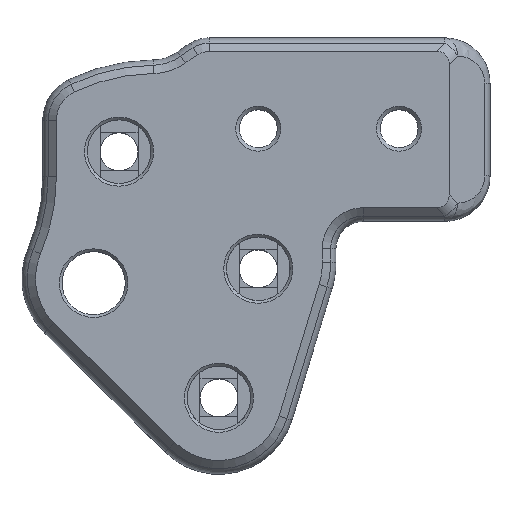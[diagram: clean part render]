
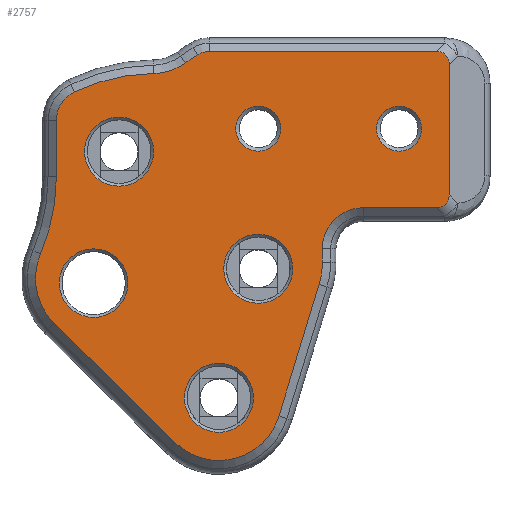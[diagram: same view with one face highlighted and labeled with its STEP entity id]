
A CAD part, top view. The second image highlights one B-rep face of the part: STEP entity #2757.
In plain terms, the highlighted planar face has unit normal (0, 0, 1).
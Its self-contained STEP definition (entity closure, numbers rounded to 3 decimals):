
#18=ELLIPSE('',#2987,3.464,2.);
#19=ELLIPSE('',#2988,3.464,2.);
#45=FACE_BOUND('',#829,.T.);
#46=FACE_BOUND('',#830,.T.);
#47=FACE_BOUND('',#831,.T.);
#48=FACE_BOUND('',#832,.T.);
#49=FACE_BOUND('',#833,.T.);
#50=FACE_BOUND('',#834,.T.);
#58=PLANE('',#2981);
#162=LINE('',#4486,#396);
#163=LINE('',#4492,#397);
#164=LINE('',#4496,#398);
#165=LINE('',#4500,#399);
#166=LINE('',#4504,#400);
#167=LINE('',#4508,#401);
#168=LINE('',#4512,#402);
#396=VECTOR('',#3405,10.);
#397=VECTOR('',#3410,10.);
#398=VECTOR('',#3413,10.);
#399=VECTOR('',#3416,10.);
#400=VECTOR('',#3419,10.);
#401=VECTOR('',#3422,10.);
#402=VECTOR('',#3425,10.);
#650=FACE_OUTER_BOUND('',#828,.T.);
#828=EDGE_LOOP('',(#1956,#1957,#1958,#1959,#1960,#1961,#1962,#1963,#1964,
#1965,#1966,#1967,#1968,#1969,#1970,#1971,#1972,#1973,#1974));
#829=EDGE_LOOP('',(#1975));
#830=EDGE_LOOP('',(#1976));
#831=EDGE_LOOP('',(#1977));
#832=EDGE_LOOP('',(#1978));
#833=EDGE_LOOP('',(#1979));
#834=EDGE_LOOP('',(#1980));
#1041=CIRCLE('',#2978,3.775);
#1043=CIRCLE('',#2982,21.5);
#1044=CIRCLE('',#2983,6.9);
#1045=CIRCLE('',#2984,6.9);
#1046=CIRCLE('',#2985,8.5);
#1047=CIRCLE('',#2986,4.5);
#1048=CIRCLE('',#2989,2.5);
#1049=CIRCLE('',#2990,17.7);
#1050=CIRCLE('',#2991,5.9);
#1051=CIRCLE('',#2992,20.7);
#1052=CIRCLE('',#2993,3.5);
#1053=CIRCLE('',#2994,2.48);
#1054=CIRCLE('',#2995,2.48);
#1055=CIRCLE('',#2996,3.8);
#1056=CIRCLE('',#2997,3.8);
#1057=CIRCLE('',#2998,3.8);
#1222=VERTEX_POINT('',#4476);
#1224=VERTEX_POINT('',#4484);
#1225=VERTEX_POINT('',#4485);
#1226=VERTEX_POINT('',#4487);
#1227=VERTEX_POINT('',#4489);
#1228=VERTEX_POINT('',#4491);
#1229=VERTEX_POINT('',#4493);
#1230=VERTEX_POINT('',#4495);
#1231=VERTEX_POINT('',#4497);
#1232=VERTEX_POINT('',#4499);
#1233=VERTEX_POINT('',#4501);
#1234=VERTEX_POINT('',#4503);
#1235=VERTEX_POINT('',#4505);
#1236=VERTEX_POINT('',#4507);
#1237=VERTEX_POINT('',#4509);
#1238=VERTEX_POINT('',#4511);
#1239=VERTEX_POINT('',#4513);
#1240=VERTEX_POINT('',#4515);
#1241=VERTEX_POINT('',#4517);
#1242=VERTEX_POINT('',#4519);
#1243=VERTEX_POINT('',#4522);
#1244=VERTEX_POINT('',#4524);
#1245=VERTEX_POINT('',#4526);
#1246=VERTEX_POINT('',#4528);
#1247=VERTEX_POINT('',#4530);
#1489=EDGE_CURVE('',#1222,#1222,#1041,.T.);
#1493=EDGE_CURVE('',#1224,#1225,#162,.T.);
#1494=EDGE_CURVE('',#1226,#1224,#1043,.T.);
#1495=EDGE_CURVE('',#1227,#1226,#1044,.T.);
#1496=EDGE_CURVE('',#1228,#1227,#163,.T.);
#1497=EDGE_CURVE('',#1229,#1228,#1045,.T.);
#1498=EDGE_CURVE('',#1230,#1229,#164,.T.);
#1499=EDGE_CURVE('',#1231,#1230,#1046,.T.);
#1500=EDGE_CURVE('',#1232,#1231,#165,.T.);
#1501=EDGE_CURVE('',#1233,#1232,#1047,.T.);
#1502=EDGE_CURVE('',#1234,#1233,#166,.T.);
#1503=EDGE_CURVE('',#1235,#1234,#18,.T.);
#1504=EDGE_CURVE('',#1236,#1235,#167,.T.);
#1505=EDGE_CURVE('',#1237,#1236,#19,.T.);
#1506=EDGE_CURVE('',#1238,#1237,#168,.T.);
#1507=EDGE_CURVE('',#1239,#1238,#1048,.T.);
#1508=EDGE_CURVE('',#1240,#1239,#1049,.T.);
#1509=EDGE_CURVE('',#1241,#1240,#1050,.T.);
#1510=EDGE_CURVE('',#1242,#1241,#1051,.T.);
#1511=EDGE_CURVE('',#1225,#1242,#1052,.T.);
#1512=EDGE_CURVE('',#1243,#1243,#1053,.T.);
#1513=EDGE_CURVE('',#1244,#1244,#1054,.T.);
#1514=EDGE_CURVE('',#1245,#1245,#1055,.T.);
#1515=EDGE_CURVE('',#1246,#1246,#1056,.T.);
#1516=EDGE_CURVE('',#1247,#1247,#1057,.T.);
#1956=ORIENTED_EDGE('',*,*,#1493,.F.);
#1957=ORIENTED_EDGE('',*,*,#1494,.F.);
#1958=ORIENTED_EDGE('',*,*,#1495,.F.);
#1959=ORIENTED_EDGE('',*,*,#1496,.F.);
#1960=ORIENTED_EDGE('',*,*,#1497,.F.);
#1961=ORIENTED_EDGE('',*,*,#1498,.F.);
#1962=ORIENTED_EDGE('',*,*,#1499,.F.);
#1963=ORIENTED_EDGE('',*,*,#1500,.F.);
#1964=ORIENTED_EDGE('',*,*,#1501,.F.);
#1965=ORIENTED_EDGE('',*,*,#1502,.F.);
#1966=ORIENTED_EDGE('',*,*,#1503,.F.);
#1967=ORIENTED_EDGE('',*,*,#1504,.F.);
#1968=ORIENTED_EDGE('',*,*,#1505,.F.);
#1969=ORIENTED_EDGE('',*,*,#1506,.F.);
#1970=ORIENTED_EDGE('',*,*,#1507,.F.);
#1971=ORIENTED_EDGE('',*,*,#1508,.F.);
#1972=ORIENTED_EDGE('',*,*,#1509,.F.);
#1973=ORIENTED_EDGE('',*,*,#1510,.F.);
#1974=ORIENTED_EDGE('',*,*,#1511,.F.);
#1975=ORIENTED_EDGE('',*,*,#1512,.F.);
#1976=ORIENTED_EDGE('',*,*,#1513,.F.);
#1977=ORIENTED_EDGE('',*,*,#1514,.F.);
#1978=ORIENTED_EDGE('',*,*,#1515,.F.);
#1979=ORIENTED_EDGE('',*,*,#1516,.F.);
#1980=ORIENTED_EDGE('',*,*,#1489,.F.);
#2757=ADVANCED_FACE('',(#650,#45,#46,#47,#48,#49,#50),#58,.T.);
#2978=AXIS2_PLACEMENT_3D('',#4477,#3395,#3396);
#2981=AXIS2_PLACEMENT_3D('',#4483,#3403,#3404);
#2982=AXIS2_PLACEMENT_3D('',#4488,#3406,#3407);
#2983=AXIS2_PLACEMENT_3D('',#4490,#3408,#3409);
#2984=AXIS2_PLACEMENT_3D('',#4494,#3411,#3412);
#2985=AXIS2_PLACEMENT_3D('',#4498,#3414,#3415);
#2986=AXIS2_PLACEMENT_3D('',#4502,#3417,#3418);
#2987=AXIS2_PLACEMENT_3D('',#4506,#3420,#3421);
#2988=AXIS2_PLACEMENT_3D('',#4510,#3423,#3424);
#2989=AXIS2_PLACEMENT_3D('',#4514,#3426,#3427);
#2990=AXIS2_PLACEMENT_3D('',#4516,#3428,#3429);
#2991=AXIS2_PLACEMENT_3D('',#4518,#3430,#3431);
#2992=AXIS2_PLACEMENT_3D('',#4520,#3432,#3433);
#2993=AXIS2_PLACEMENT_3D('',#4521,#3434,#3435);
#2994=AXIS2_PLACEMENT_3D('',#4523,#3436,#3437);
#2995=AXIS2_PLACEMENT_3D('',#4525,#3438,#3439);
#2996=AXIS2_PLACEMENT_3D('',#4527,#3440,#3441);
#2997=AXIS2_PLACEMENT_3D('',#4529,#3442,#3443);
#2998=AXIS2_PLACEMENT_3D('',#4531,#3444,#3445);
#3395=DIRECTION('center_axis',(0.,0.,1.));
#3396=DIRECTION('ref_axis',(-1.,0.,0.));
#3403=DIRECTION('center_axis',(0.,0.,1.));
#3404=DIRECTION('ref_axis',(1.,0.,0.));
#3405=DIRECTION('',(0.,1.,0.));
#3406=DIRECTION('center_axis',(0.,0.,1.));
#3407=DIRECTION('ref_axis',(0.98,-0.201,0.));
#3408=DIRECTION('center_axis',(0.,0.,-1.));
#3409=DIRECTION('ref_axis',(-1.,0.,0.));
#3410=DIRECTION('',(-0.712,0.702,0.));
#3411=DIRECTION('center_axis',(0.,0.,-1.));
#3412=DIRECTION('ref_axis',(1.,0.,0.));
#3413=DIRECTION('',(-0.292,-0.957,0.));
#3414=DIRECTION('center_axis',(0.,0.,-1.));
#3415=DIRECTION('ref_axis',(0.989,-0.147,0.));
#3416=DIRECTION('',(0.,-1.,0.));
#3417=DIRECTION('center_axis',(0.,0.,1.));
#3418=DIRECTION('ref_axis',(-0.707,0.707,0.));
#3419=DIRECTION('',(-1.,0.,0.));
#3420=DIRECTION('center_axis',(0.,0.,-1.));
#3421=DIRECTION('ref_axis',(0.707,-0.707,0.));
#3422=DIRECTION('',(0.,-1.,0.));
#3423=DIRECTION('center_axis',(0.,0.,-1.));
#3424=DIRECTION('ref_axis',(0.707,0.707,0.));
#3425=DIRECTION('',(1.,0.,0.));
#3426=DIRECTION('center_axis',(0.,0.,-1.));
#3427=DIRECTION('ref_axis',(-0.271,0.963,0.));
#3428=DIRECTION('center_axis',(0.,0.,-1.));
#3429=DIRECTION('ref_axis',(-0.468,0.884,0.));
#3430=DIRECTION('center_axis',(0.,0.,1.));
#3431=DIRECTION('ref_axis',(0.01,-1.,0.));
#3432=DIRECTION('center_axis',(0.,0.,-1.));
#3433=DIRECTION('ref_axis',(-0.01,1.,0.));
#3434=DIRECTION('center_axis',(0.,0.,-1.));
#3435=DIRECTION('ref_axis',(-0.846,0.533,0.));
#3436=DIRECTION('center_axis',(0.,0.,1.));
#3437=DIRECTION('ref_axis',(-1.,0.,0.));
#3438=DIRECTION('center_axis',(0.,0.,1.));
#3439=DIRECTION('ref_axis',(-1.,0.,0.));
#3440=DIRECTION('center_axis',(0.,0.,1.));
#3441=DIRECTION('ref_axis',(1.,0.,0.));
#3442=DIRECTION('center_axis',(0.,0.,1.));
#3443=DIRECTION('ref_axis',(1.,0.,0.));
#3444=DIRECTION('center_axis',(0.,0.,1.));
#3445=DIRECTION('ref_axis',(1.,0.,0.));
#4476=CARTESIAN_POINT('',(-7.898,-17.,16.));
#4477=CARTESIAN_POINT('Origin',(-11.673,-17.,16.));
#4483=CARTESIAN_POINT('Origin',(-11.173,-16.5,16.));
#4484=CARTESIAN_POINT('',(-15.775,-5.308,16.));
#4485=CARTESIAN_POINT('',(-15.775,0.883,16.));
#4486=CARTESIAN_POINT('',(-15.775,-6.369,16.));
#4487=CARTESIAN_POINT('',(-17.515,-13.781,16.));
#4488=CARTESIAN_POINT('Origin',(-37.275,-5.308,16.));
#4489=CARTESIAN_POINT('',(-16.02,-21.411,16.));
#4490=CARTESIAN_POINT('Origin',(-11.173,-16.5,16.));
#4491=CARTESIAN_POINT('',(-2.727,-34.531,16.));
#4492=CARTESIAN_POINT('',(-16.02,-21.411,16.));
#4493=CARTESIAN_POINT('',(8.72,-31.632,16.));
#4494=CARTESIAN_POINT('Origin',(2.12,-29.62,16.));
#4495=CARTESIAN_POINT('',(13.131,-17.159,16.));
#4496=CARTESIAN_POINT('',(9.985,-27.483,16.));
#4497=CARTESIAN_POINT('',(13.5,-14.682,16.));
#4498=CARTESIAN_POINT('Origin',(5.,-14.682,16.));
#4499=CARTESIAN_POINT('',(13.5,-13.2,16.));
#4500=CARTESIAN_POINT('',(13.5,-16.336,16.));
#4501=CARTESIAN_POINT('',(18.,-8.7,16.));
#4502=CARTESIAN_POINT('Origin',(18.,-13.2,16.));
#4503=CARTESIAN_POINT('',(26.036,-8.7,16.));
#4504=CARTESIAN_POINT('',(1.913,-8.7,16.));
#4505=CARTESIAN_POINT('',(27.45,-7.286,16.));
#4506=CARTESIAN_POINT('Origin',(24.622,-5.872,16.));
#4507=CARTESIAN_POINT('',(27.45,7.086,16.));
#4508=CARTESIAN_POINT('',(27.45,-13.35,16.));
#4509=CARTESIAN_POINT('',(26.036,8.5,16.));
#4510=CARTESIAN_POINT('Origin',(24.622,5.672,16.));
#4511=CARTESIAN_POINT('',(1.047,8.5,16.));
#4512=CARTESIAN_POINT('',(10.388,8.5,16.));
#4513=CARTESIAN_POINT('',(-0.256,8.133,16.));
#4514=CARTESIAN_POINT('Origin',(1.047,6.,16.));
#4515=CARTESIAN_POINT('',(-1.583,7.238,16.));
#4516=CARTESIAN_POINT('Origin',(8.974,-6.97,16.));
#4517=CARTESIAN_POINT('',(-5.043,6.074,16.));
#4518=CARTESIAN_POINT('Origin',(-5.102,11.974,16.));
#4519=CARTESIAN_POINT('',(-13.789,4.039,16.));
#4520=CARTESIAN_POINT('Origin',(-4.836,-14.625,16.));
#4521=CARTESIAN_POINT('Origin',(-12.275,0.883,16.));
#4522=CARTESIAN_POINT('',(8.93,0.,16.));
#4523=CARTESIAN_POINT('Origin',(6.45,0.,16.));
#4524=CARTESIAN_POINT('',(24.43,0.,16.));
#4525=CARTESIAN_POINT('Origin',(21.95,0.,16.));
#4526=CARTESIAN_POINT('',(-12.675,-2.525,16.));
#4527=CARTESIAN_POINT('Origin',(-8.875,-2.525,16.));
#4528=CARTESIAN_POINT('',(2.65,-15.412,16.));
#4529=CARTESIAN_POINT('Origin',(6.45,-15.412,16.));
#4530=CARTESIAN_POINT('',(-1.68,-29.62,16.));
#4531=CARTESIAN_POINT('Origin',(2.12,-29.62,16.));
